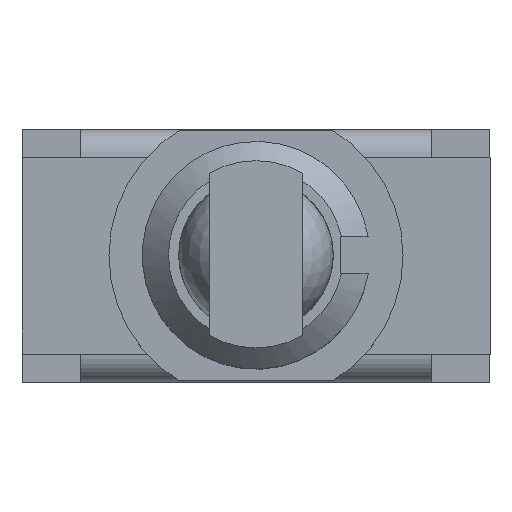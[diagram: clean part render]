
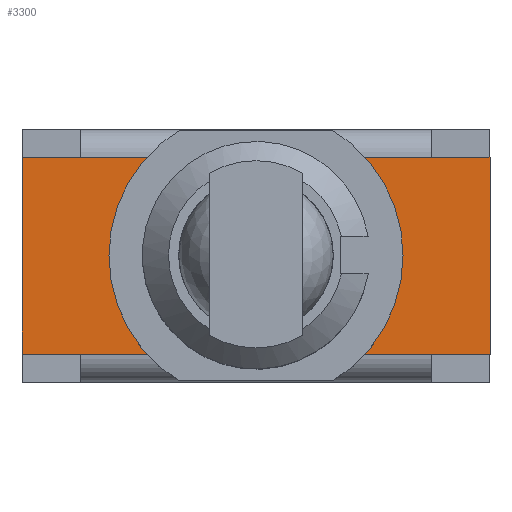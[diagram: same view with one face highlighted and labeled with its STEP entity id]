
A CAD part, top view. The second image highlights one B-rep face of the part: STEP entity #3300.
In plain terms, the highlighted planar face has unit normal (0, 0, 1).
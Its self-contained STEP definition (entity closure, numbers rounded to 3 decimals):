
#2200=CARTESIAN_POINT('',(-4.75,2.67,8.7));
#2201=VERTEX_POINT('',#2200);
#2944=CARTESIAN_POINT('',(-6.35,2.67,8.7));
#2945=VERTEX_POINT('',#2944);
#2952=CARTESIAN_POINT('',(-4.75,2.67,8.7));
#2953=DIRECTION('',(-1.0,0.0,0.0));
#2954=VECTOR('',#2953,1.6);
#2955=LINE('',#2952,#2954);
#2956=EDGE_CURVE('',#2201,#2945,#2955,.T.);
#2973=CARTESIAN_POINT('',(-6.35,-2.67,8.7));
#2974=VERTEX_POINT('',#2973);
#2991=CARTESIAN_POINT('',(-4.75,-2.67,8.7));
#2992=VERTEX_POINT('',#2991);
#2999=CARTESIAN_POINT('',(-4.75,-2.67,8.7));
#3000=DIRECTION('',(-1.0,0.0,0.0));
#3001=VECTOR('',#3000,1.6);
#3002=LINE('',#2999,#3001);
#3003=EDGE_CURVE('',#2992,#2974,#3002,.T.);
#3020=CARTESIAN_POINT('',(-6.35,2.67,8.7));
#3021=DIRECTION('',(0.0,-1.0,0.0));
#3022=VECTOR('',#3021,5.34);
#3023=LINE('',#3020,#3022);
#3024=EDGE_CURVE('',#2945,#2974,#3023,.T.);
#3070=CARTESIAN_POINT('',(6.35,-2.67,8.7));
#3071=VERTEX_POINT('',#3070);
#3078=CARTESIAN_POINT('',(4.75,-2.67,8.7));
#3079=VERTEX_POINT('',#3078);
#3080=CARTESIAN_POINT('',(4.75,-2.67,8.7));
#3081=DIRECTION('',(1.0,0.0,0.0));
#3082=VECTOR('',#3081,1.6);
#3083=LINE('',#3080,#3082);
#3084=EDGE_CURVE('',#3079,#3071,#3083,.T.);
#3108=CARTESIAN_POINT('',(6.35,2.67,8.7));
#3109=VERTEX_POINT('',#3108);
#3126=CARTESIAN_POINT('',(4.75,2.67,8.7));
#3127=VERTEX_POINT('',#3126);
#3134=CARTESIAN_POINT('',(4.75,2.67,8.7));
#3135=DIRECTION('',(1.0,0.0,0.0));
#3136=VECTOR('',#3135,1.6);
#3137=LINE('',#3134,#3136);
#3138=EDGE_CURVE('',#3127,#3109,#3137,.T.);
#3156=CARTESIAN_POINT('',(6.35,-2.67,8.7));
#3157=DIRECTION('',(0.0,1.0,0.0));
#3158=VECTOR('',#3157,5.34);
#3159=LINE('',#3156,#3158);
#3160=EDGE_CURVE('',#3071,#3109,#3159,.T.);
#3269=CARTESIAN_POINT('',(-4.75,2.67,8.7));
#3270=DIRECTION('',(1.0,0.0,0.0));
#3271=VECTOR('',#3270,9.5);
#3272=LINE('',#3269,#3271);
#3273=EDGE_CURVE('',#2201,#3127,#3272,.T.);
#3280=CARTESIAN_POINT('',(0.0,2.67,8.7));
#3281=DIRECTION('',(0.0,0.0,1.0));
#3282=DIRECTION('',(1.0,0.0,0.0));
#3283=AXIS2_PLACEMENT_3D('',#3280,#3281,#3282);
#3284=PLANE('',#3283);
#3285=CARTESIAN_POINT('',(-4.75,-2.67,8.7));
#3286=DIRECTION('',(1.0,0.0,0.0));
#3287=VECTOR('',#3286,9.5);
#3288=LINE('',#3285,#3287);
#3289=EDGE_CURVE('',#2992,#3079,#3288,.T.);
#3290=ORIENTED_EDGE('',*,*,#3289,.T.);
#3291=ORIENTED_EDGE('',*,*,#3084,.T.);
#3292=ORIENTED_EDGE('',*,*,#3160,.T.);
#3293=ORIENTED_EDGE('',*,*,#3138,.F.);
#3294=ORIENTED_EDGE('',*,*,#3273,.F.);
#3295=ORIENTED_EDGE('',*,*,#2956,.T.);
#3296=ORIENTED_EDGE('',*,*,#3024,.T.);
#3297=ORIENTED_EDGE('',*,*,#3003,.F.);
#3298=EDGE_LOOP('',(#3290,#3291,#3292,#3293,#3294,#3295,#3296,#3297));
#3299=FACE_OUTER_BOUND('',#3298,.T.);
#3300=ADVANCED_FACE('',(#3299),#3284,.T.);
